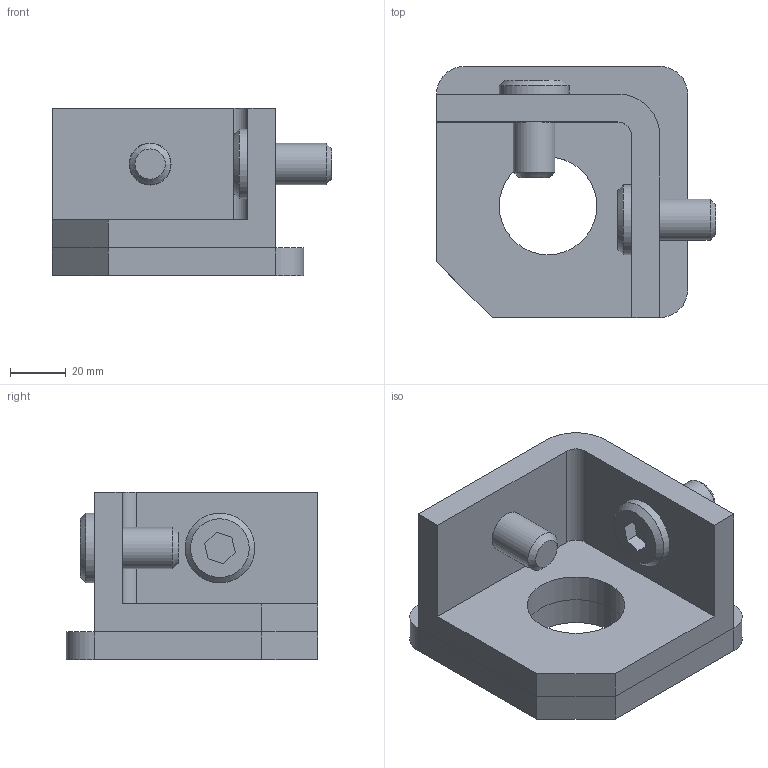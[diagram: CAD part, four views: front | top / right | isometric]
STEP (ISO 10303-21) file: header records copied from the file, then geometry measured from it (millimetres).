
FILE_DESCRIPTION(/* description */ (''),/* implementation_level */ '2;1');
FILE_NAME(/* name */ 'bracket-assembly.step',/* time_stamp */ '2026-02-15T19:03:46-08:00',/* author */ (''),/* organization */ (''),/* preprocessor_version */ 'ST-DEVELOPER v20.1',/* originating_system */ 'Autodesk Translation Framework v14.24.0.0',/* authorisation */ '');
FILE_SCHEMA (('AUTOMOTIVE_DESIGN { 1 0 10303 214 3 1 1 }'));
Length unit declared in the file: millimetre
Products named in the file (4): 2026-02-04-17-42-33-480; 2026-02-04-16-27-25-326; 2026-02-04-17-20-52-648; 2026-02-04-16-51-44-713
Assembly tree (4 placements, depth 2):
  2026-02-04-17-42-33-480
    2026-02-04-16-27-25-326
    2026-02-04-17-20-52-648  x2
    2026-02-04-16-51-44-713
Bounding box: 100 x 90 x 60 mm (x, y, z)
Volume: 189347.3 mm3; surface area: 50970.4 mm2
Topology: 4 solids, 4 shells, 54 faces, 122 edges, 80 vertices
Faces by surface type: plane 37, cylinder 13, cone 4
Full cylindrical faces by diameter (mm): 14.85 x2, 15 x2, 25 x2, 35 x2
Entity records: 1301 total; most frequent: DIRECTION 214, CARTESIAN_POINT 204, ORIENTED_EDGE 188, EDGE_CURVE 94, AXIS2_PLACEMENT_3D 72, LINE 70, VECTOR 70, VERTEX_POINT 62
